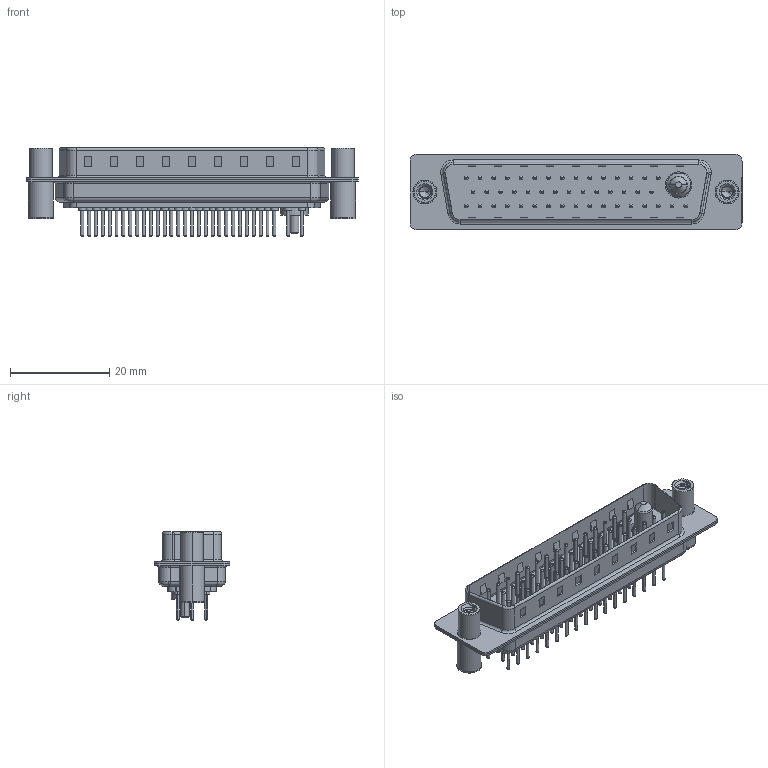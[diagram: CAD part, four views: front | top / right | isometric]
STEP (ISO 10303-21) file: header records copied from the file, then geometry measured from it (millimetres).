
FILE_DESCRIPTION (( 'STEP AP203' ), '1' );
FILE_NAME ('627-47W1624-1N4.STEP', '2019-06-20T16:48:48', ( '' ), ( '' ), 'SwSTEP 2.0', 'SolidWorks 2016', '' );
FILE_SCHEMA (( 'CONFIG_CONTROL_DESIGN' ));
Length unit declared in the file: millimetre
Products named in the file (9): 627Combo Contact Row 3_24; 627Combo Contact Row 2_24; 627Combo Shell Front_50 Contacts; 627Combo Housing_47W1; Power Pin_10A S; 627Combo Threaded Standoff and Board Spacer_4; 627-47W1624-1N4; 627Combo Contact Row 1_24; 627Combo Shell Rear_50 Contacts
Assembly tree (52 placements, depth 2):
  627-47W1624-1N4
    627Combo Housing_47W1
    627Combo Shell Rear_50 Contacts
    627Combo Shell Front_50 Contacts
    627Combo Threaded Standoff and Board Spacer_4  x2
    Power Pin_10A S
    627Combo Contact Row 1_24  x15
    627Combo Contact Row 2_24  x14
    627Combo Contact Row 3_24  x17
Bounding box: 67 x 15.3 x 17.9 mm (x, y, z)
Volume: 4867.6 mm3; surface area: 11291.9 mm2
Topology: 53 solids, 53 shells, 2240 faces, 4772 edges, 2880 vertices
Faces by surface type: cylinder 856, torus 792, plane 541, cone 37, bspline 14
Entity records: 31271 total; most frequent: CARTESIAN_POINT 6863, DIRECTION 5049, ORIENTED_EDGE 4328, EDGE_CURVE 2164, AXIS2_PLACEMENT_3D 2025, VERTEX_POINT 1383, EDGE_LOOP 1177, CIRCLE 1061
